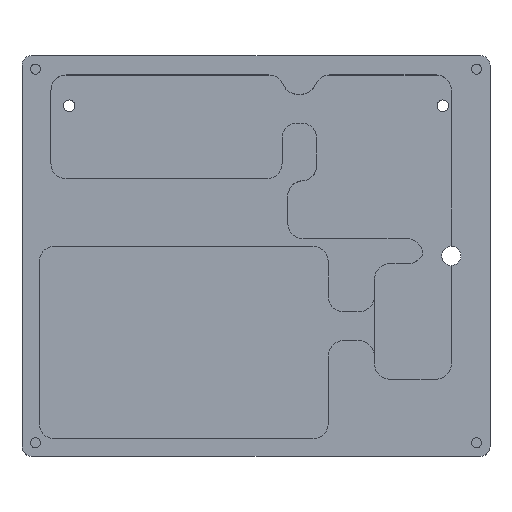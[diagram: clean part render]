
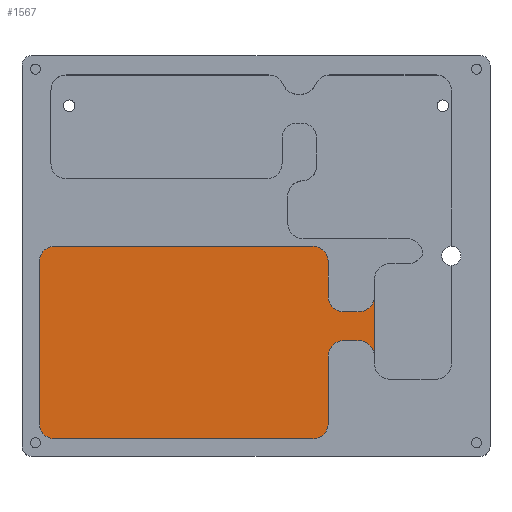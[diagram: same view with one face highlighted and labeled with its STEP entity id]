
A CAD part, top view. The second image highlights one B-rep face of the part: STEP entity #1567.
In plain terms, the highlighted planar face has unit normal (0, 0, 1).
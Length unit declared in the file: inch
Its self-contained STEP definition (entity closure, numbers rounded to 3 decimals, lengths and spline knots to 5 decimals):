
#92=PLANE('',#1739);
#204=FACE_OUTER_BOUND('',#307,.T.);
#307=EDGE_LOOP('',(#1404,#1405,#1406,#1407,#1408,#1409,#1410,#1411,#1412,
#1413,#1414,#1415,#1416,#1417,#1418,#1419));
#343=LINE('',#2353,#493);
#346=LINE('',#2364,#496);
#350=LINE('',#2376,#500);
#354=LINE('',#2388,#504);
#360=LINE('',#2402,#510);
#378=LINE('',#2451,#528);
#398=LINE('',#2534,#548);
#411=LINE('',#2563,#561);
#493=VECTOR('',#1852,0.875);
#496=VECTOR('',#1863,3.35);
#500=VECTOR('',#1875,2.1);
#504=VECTOR('',#1887,3.35);
#510=VECTOR('',#1899,0.775);
#528=VECTOR('',#1949,0.2);
#548=VECTOR('',#2023,0.45);
#561=VECTOR('',#2066,0.2);
#649=CIRCLE('',#1612,0.2);
#651=CIRCLE('',#1616,0.2);
#653=CIRCLE('',#1620,0.2);
#655=CIRCLE('',#1624,0.2);
#664=CIRCLE('',#1644,0.2);
#688=CIRCLE('',#1671,0.2);
#689=CIRCLE('',#1684,0.2);
#690=CIRCLE('',#1686,0.2);
#753=VERTEX_POINT('',#2340);
#754=VERTEX_POINT('',#2341);
#758=VERTEX_POINT('',#2351);
#759=VERTEX_POINT('',#2355);
#760=VERTEX_POINT('',#2356);
#763=VERTEX_POINT('',#2367);
#764=VERTEX_POINT('',#2368);
#767=VERTEX_POINT('',#2379);
#768=VERTEX_POINT('',#2380);
#774=VERTEX_POINT('',#2399);
#775=VERTEX_POINT('',#2401);
#788=VERTEX_POINT('',#2443);
#790=VERTEX_POINT('',#2449);
#825=VERTEX_POINT('',#2528);
#826=VERTEX_POINT('',#2530);
#827=VERTEX_POINT('',#2559);
#896=EDGE_CURVE('',#753,#754,#649,.T.);
#902=EDGE_CURVE('',#758,#754,#343,.T.);
#903=EDGE_CURVE('',#759,#760,#651,.T.);
#907=EDGE_CURVE('',#753,#760,#346,.T.);
#909=EDGE_CURVE('',#763,#764,#653,.T.);
#913=EDGE_CURVE('',#759,#764,#350,.T.);
#915=EDGE_CURVE('',#767,#768,#655,.T.);
#919=EDGE_CURVE('',#763,#768,#354,.T.);
#926=EDGE_CURVE('',#775,#774,#360,.T.);
#948=EDGE_CURVE('',#788,#758,#664,.F.);
#951=EDGE_CURVE('',#790,#788,#378,.T.);
#993=EDGE_CURVE('',#825,#826,#688,.F.);
#995=EDGE_CURVE('',#767,#825,#398,.T.);
#1007=EDGE_CURVE('',#775,#790,#689,.F.);
#1009=EDGE_CURVE('',#827,#774,#690,.F.);
#1010=EDGE_CURVE('',#826,#827,#411,.T.);
#1404=ORIENTED_EDGE('',*,*,#896,.T.);
#1405=ORIENTED_EDGE('',*,*,#902,.F.);
#1406=ORIENTED_EDGE('',*,*,#948,.F.);
#1407=ORIENTED_EDGE('',*,*,#951,.F.);
#1408=ORIENTED_EDGE('',*,*,#1007,.F.);
#1409=ORIENTED_EDGE('',*,*,#926,.T.);
#1410=ORIENTED_EDGE('',*,*,#1009,.F.);
#1411=ORIENTED_EDGE('',*,*,#1010,.F.);
#1412=ORIENTED_EDGE('',*,*,#993,.F.);
#1413=ORIENTED_EDGE('',*,*,#995,.F.);
#1414=ORIENTED_EDGE('',*,*,#915,.T.);
#1415=ORIENTED_EDGE('',*,*,#919,.F.);
#1416=ORIENTED_EDGE('',*,*,#909,.T.);
#1417=ORIENTED_EDGE('',*,*,#913,.F.);
#1418=ORIENTED_EDGE('',*,*,#903,.T.);
#1419=ORIENTED_EDGE('',*,*,#907,.F.);
#1567=ADVANCED_FACE('',(#204),#92,.F.);
#1612=AXIS2_PLACEMENT_3D('',#2342,#1842,#1843);
#1616=AXIS2_PLACEMENT_3D('',#2357,#1855,#1856);
#1620=AXIS2_PLACEMENT_3D('',#2369,#1867,#1868);
#1624=AXIS2_PLACEMENT_3D('',#2381,#1879,#1880);
#1644=AXIS2_PLACEMENT_3D('',#2445,#1943,#1944);
#1671=AXIS2_PLACEMENT_3D('',#2531,#2018,#2019);
#1684=AXIS2_PLACEMENT_3D('',#2557,#2057,#2058);
#1686=AXIS2_PLACEMENT_3D('',#2561,#2062,#2063);
#1739=AXIS2_PLACEMENT_3D('',#2655,#2189,#2190);
#1842=DIRECTION('center_axis',(0.,0.,1.));
#1843=DIRECTION('ref_axis',(0.707,-0.707,0.));
#1852=DIRECTION('',(0.,-1.,0.));
#1855=DIRECTION('center_axis',(0.,0.,1.));
#1856=DIRECTION('ref_axis',(-0.707,-0.707,0.));
#1863=DIRECTION('',(-1.,0.,0.));
#1867=DIRECTION('center_axis',(0.,0.,1.));
#1868=DIRECTION('ref_axis',(-0.707,0.707,0.));
#1875=DIRECTION('',(0.,1.,0.));
#1879=DIRECTION('center_axis',(0.,0.,1.));
#1880=DIRECTION('ref_axis',(0.707,0.707,0.));
#1887=DIRECTION('',(1.,0.,0.));
#1899=DIRECTION('',(0.,1.,0.));
#1943=DIRECTION('center_axis',(0.,0.,-1.));
#1944=DIRECTION('ref_axis',(-0.707,0.707,0.));
#1949=DIRECTION('',(-1.,0.,0.));
#2018=DIRECTION('center_axis',(0.,0.,-1.));
#2019=DIRECTION('ref_axis',(-0.707,-0.707,0.));
#2023=DIRECTION('',(0.,-1.,0.));
#2057=DIRECTION('center_axis',(0.,0.,-1.));
#2058=DIRECTION('ref_axis',(0.707,0.707,0.));
#2062=DIRECTION('center_axis',(0.,0.,-1.));
#2063=DIRECTION('ref_axis',(0.707,-0.707,0.));
#2066=DIRECTION('',(1.,0.,0.));
#2189=DIRECTION('center_axis',(0.,0.,-1.));
#2190=DIRECTION('ref_axis',(-1.,0.,0.));
#2340=CARTESIAN_POINT('',(3.775,0.225,-0.255));
#2341=CARTESIAN_POINT('',(3.975,0.425,-0.255));
#2342=CARTESIAN_POINT('Origin',(3.775,0.425,-0.255));
#2351=CARTESIAN_POINT('',(3.975,1.3,-0.255));
#2353=CARTESIAN_POINT('',(3.975,2.725,-0.255));
#2355=CARTESIAN_POINT('',(0.225,0.425,-0.255));
#2356=CARTESIAN_POINT('',(0.425,0.225,-0.255));
#2357=CARTESIAN_POINT('Origin',(0.425,0.425,-0.255));
#2364=CARTESIAN_POINT('',(3.975,0.225,-0.255));
#2367=CARTESIAN_POINT('',(0.425,2.725,-0.255));
#2368=CARTESIAN_POINT('',(0.225,2.525,-0.255));
#2369=CARTESIAN_POINT('Origin',(0.425,2.525,-0.255));
#2376=CARTESIAN_POINT('',(0.225,0.225,-0.255));
#2379=CARTESIAN_POINT('',(3.975,2.525,-0.255));
#2380=CARTESIAN_POINT('',(3.775,2.725,-0.255));
#2381=CARTESIAN_POINT('Origin',(3.775,2.525,-0.255));
#2388=CARTESIAN_POINT('',(0.225,2.725,-0.255));
#2399=CARTESIAN_POINT('',(4.575,2.075,-0.255));
#2401=CARTESIAN_POINT('',(4.575,1.3,-0.255));
#2402=CARTESIAN_POINT('',(4.575,1.2375,-0.255));
#2443=CARTESIAN_POINT('',(4.175,1.5,-0.255));
#2445=CARTESIAN_POINT('Origin',(4.175,1.3,-0.255));
#2449=CARTESIAN_POINT('',(4.375,1.5,-0.255));
#2451=CARTESIAN_POINT('',(3.975,1.5,-0.255));
#2528=CARTESIAN_POINT('',(3.975,2.075,-0.255));
#2530=CARTESIAN_POINT('',(4.175,1.875,-0.255));
#2531=CARTESIAN_POINT('Origin',(4.175,2.075,-0.255));
#2534=CARTESIAN_POINT('',(3.975,2.725,-0.255));
#2557=CARTESIAN_POINT('Origin',(4.375,1.3,-0.255));
#2559=CARTESIAN_POINT('',(4.375,1.875,-0.255));
#2561=CARTESIAN_POINT('Origin',(4.375,2.075,-0.255));
#2563=CARTESIAN_POINT('',(4.575,1.875,-0.255));
#2655=CARTESIAN_POINT('Origin',(2.1,1.475,-0.255));
